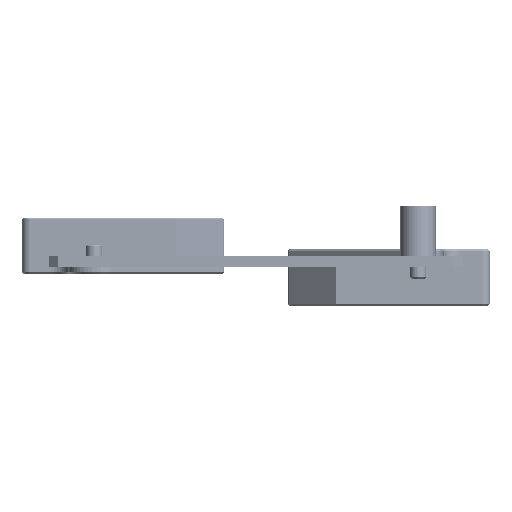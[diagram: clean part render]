
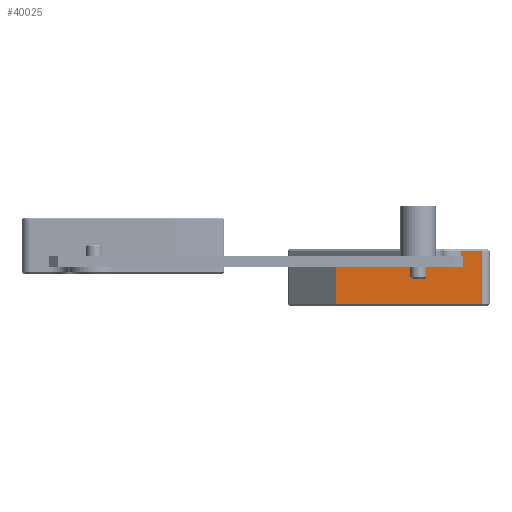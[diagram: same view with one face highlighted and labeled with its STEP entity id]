
A CAD part, left-side view. The second image highlights one B-rep face of the part: STEP entity #40025.
In plain terms, the highlighted face is planar.
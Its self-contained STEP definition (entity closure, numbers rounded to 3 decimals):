
#39998 = VERTEX_POINT('',#39999);
#39999 = CARTESIAN_POINT('',(-6.112,6.35,-2.286));
#40006 = EDGE_CURVE('',#40007,#39998,#40009,.T.);
#40007 = VERTEX_POINT('',#40008);
#40008 = CARTESIAN_POINT('',(-6.112,6.35,-0.381));
#40009 = LINE('',#40010,#40011);
#40010 = CARTESIAN_POINT('',(-6.112,6.35,-0.381));
#40011 = VECTOR('',#40012,1.);
#40012 = DIRECTION('',(0.,0.,-1.));
#40025 = ADVANCED_FACE('',(#40026),#40083,.T.);
#40026 = FACE_BOUND('',#40027,.T.);
#40027 = EDGE_LOOP('',(#40028,#40036,#40037,#40045,#40053,#40061,#40069,
    #40077));
#40028 = ORIENTED_EDGE('',*,*,#40029,.F.);
#40029 = EDGE_CURVE('',#39998,#40030,#40032,.T.);
#40030 = VERTEX_POINT('',#40031);
#40031 = CARTESIAN_POINT('',(-8.969,6.35,-2.286));
#40032 = LINE('',#40033,#40034);
#40033 = CARTESIAN_POINT('',(-6.112,6.35,-2.286));
#40034 = VECTOR('',#40035,1.);
#40035 = DIRECTION('',(-1.,0.,0.));
#40036 = ORIENTED_EDGE('',*,*,#40006,.F.);
#40037 = ORIENTED_EDGE('',*,*,#40038,.F.);
#40038 = EDGE_CURVE('',#40039,#40007,#40041,.T.);
#40039 = VERTEX_POINT('',#40040);
#40040 = CARTESIAN_POINT('',(-4.948,6.35,-0.127));
#40041 = ( BOUNDED_CURVE() B_SPLINE_CURVE(2,(#40042,#40043,#40044),
.UNSPECIFIED.,.F.,.F.) B_SPLINE_CURVE_WITH_KNOTS((3,3),(-0.239,
-0.12),.PIECEWISE_BEZIER_KNOTS.) CURVE() 
GEOMETRIC_REPRESENTATION_ITEM() RATIONAL_B_SPLINE_CURVE((1.,
1.025,1.)) REPRESENTATION_ITEM('') );
#40042 = CARTESIAN_POINT('',(-4.948,6.35,-0.127));
#40043 = CARTESIAN_POINT('',(-5.558,6.35,-0.381));
#40044 = CARTESIAN_POINT('',(-6.112,6.35,-0.381));
#40045 = ORIENTED_EDGE('',*,*,#40046,.F.);
#40046 = EDGE_CURVE('',#40047,#40039,#40049,.T.);
#40047 = VERTEX_POINT('',#40048);
#40048 = CARTESIAN_POINT('',(11.154,6.35,-0.127));
#40049 = LINE('',#40050,#40051);
#40050 = CARTESIAN_POINT('',(11.154,6.35,-0.127));
#40051 = VECTOR('',#40052,1.);
#40052 = DIRECTION('',(-1.,0.,0.));
#40053 = ORIENTED_EDGE('',*,*,#40054,.F.);
#40054 = EDGE_CURVE('',#40055,#40047,#40057,.T.);
#40055 = VERTEX_POINT('',#40056);
#40056 = CARTESIAN_POINT('',(11.516,6.35,-0.381));
#40057 = LINE('',#40058,#40059);
#40058 = CARTESIAN_POINT('',(11.516,6.35,-0.381));
#40059 = VECTOR('',#40060,1.);
#40060 = DIRECTION('',(-0.818,0.,0.575));
#40061 = ORIENTED_EDGE('',*,*,#40062,.T.);
#40062 = EDGE_CURVE('',#40055,#40063,#40065,.T.);
#40063 = VERTEX_POINT('',#40064);
#40064 = CARTESIAN_POINT('',(11.516,6.35,5.144));
#40065 = LINE('',#40066,#40067);
#40066 = CARTESIAN_POINT('',(11.516,6.35,-0.381));
#40067 = VECTOR('',#40068,1.);
#40068 = DIRECTION('',(0.,0.,1.));
#40069 = ORIENTED_EDGE('',*,*,#40070,.F.);
#40070 = EDGE_CURVE('',#40071,#40063,#40073,.T.);
#40071 = VERTEX_POINT('',#40072);
#40072 = CARTESIAN_POINT('',(-8.969,6.35,5.144));
#40073 = LINE('',#40074,#40075);
#40074 = CARTESIAN_POINT('',(-8.969,6.35,5.144));
#40075 = VECTOR('',#40076,1.);
#40076 = DIRECTION('',(1.,0.,0.));
#40077 = ORIENTED_EDGE('',*,*,#40078,.T.);
#40078 = EDGE_CURVE('',#40071,#40030,#40079,.T.);
#40079 = LINE('',#40080,#40081);
#40080 = CARTESIAN_POINT('',(-8.969,6.35,5.144));
#40081 = VECTOR('',#40082,1.);
#40082 = DIRECTION('',(0.,0.,-1.));
#40083 = PLANE('',#40084);
#40084 = AXIS2_PLACEMENT_3D('',#40085,#40086,#40087);
#40085 = CARTESIAN_POINT('',(-6.112,6.35,0.));
#40086 = DIRECTION('',(0.,-1.,0.));
#40087 = DIRECTION('',(-1.,0.,0.));
